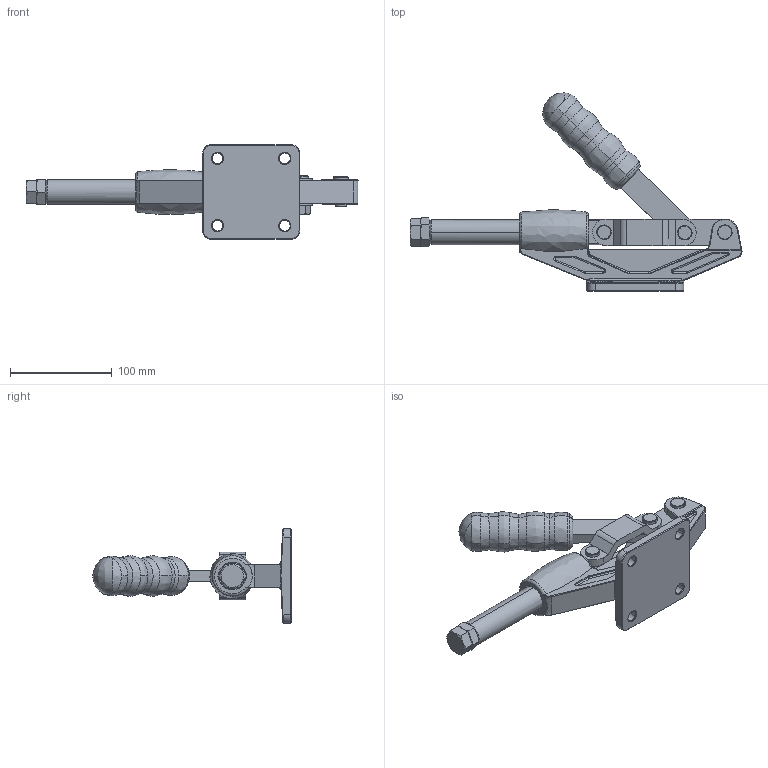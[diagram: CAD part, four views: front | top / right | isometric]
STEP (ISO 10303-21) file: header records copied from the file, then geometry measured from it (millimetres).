
FILE_DESCRIPTION(('FreeCAD Model'),'2;1');
FILE_NAME('Open CASCADE Shape Model','2025-04-27T09:41:27',('FreeCAD'),( 'FreeCAD'),'Open CASCADE STEP processor 7.6','FreeCAD','Unknown');
FILE_SCHEMA(('AUTOMOTIVE_DESIGN { 1 0 10303 214 1 1 1 1 }'));
Products named in the file (1): Open CASCADE STEP translator 7.6 1
Bounding box: 326.1 x 194.71 x 92.88 mm (x, y, z)
Volume: 532480.4 mm3; surface area: 142838 mm2
Topology: 16 solids, 16 shells, 1286 faces, 3647 edges, 2406 vertices
Faces by surface type: bspline 1286
Entity records: 42888 total; most frequent: CARTESIAN_POINT 22636, ORIENTED_EDGE 7290, EDGE_CURVE 3645, VERTEX_POINT 2406, B_SPLINE_CURVE_WITH_KNOTS 2282, FACE_BOUND 1341, EDGE_LOOP 1341, ADVANCED_FACE 1286
